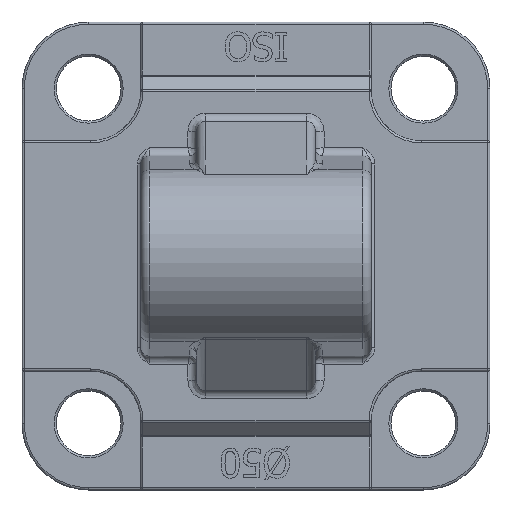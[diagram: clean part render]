
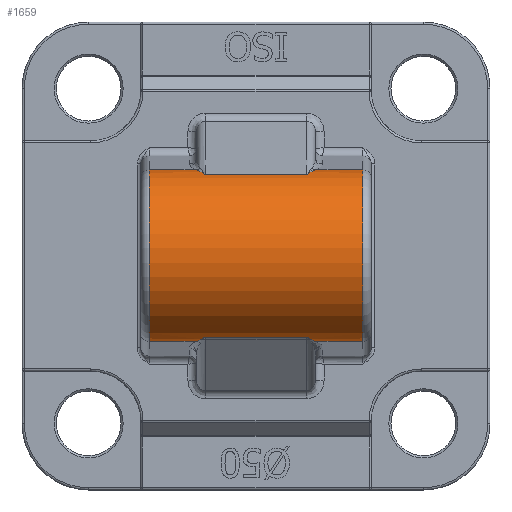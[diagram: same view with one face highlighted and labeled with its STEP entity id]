
A CAD part, top view. The second image highlights one B-rep face of the part: STEP entity #1659.
In plain terms, the highlighted cylindrical face has radius 12 mm (diameter 24 mm), a partial arc.
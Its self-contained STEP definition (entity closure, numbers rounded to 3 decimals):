
#1473=CARTESIAN_POINT('',(8.31,-11.915,28.426));
#1474=VERTEX_POINT('',#1473);
#1519=CARTESIAN_POINT('',(7.654,-11.619,30.));
#1520=VERTEX_POINT('',#1519);
#1550=CARTESIAN_POINT('',(8.31,-11.915,28.426));
#1551=CARTESIAN_POINT('',(8.106,-11.851,28.96));
#1552=CARTESIAN_POINT('',(7.883,-11.752,29.486));
#1553=CARTESIAN_POINT('',(7.654,-11.619,30.));
#1554=B_SPLINE_CURVE_WITH_KNOTS('',3,(#1550,#1551,#1552,#1553),.UNSPECIFIED.,.F.,.U.,(4,4),(0.,0.185),.UNSPECIFIED.);
#1555=EDGE_CURVE('',#1474,#1520,#1554,.T.);
#1560=CARTESIAN_POINT('',(0.0,0.0,27.0));
#1561=DIRECTION('',(1.0,0.0,0.0));
#1562=DIRECTION('',(0.0,0.993,0.119));
#1563=AXIS2_PLACEMENT_3D('',#1560,#1561,#1562);
#1564=CYLINDRICAL_SURFACE('',#1563,12.);
#1565=CARTESIAN_POINT('',(-7.654,-11.619,30.));
#1566=VERTEX_POINT('',#1565);
#1567=CARTESIAN_POINT('',(-7.654,-11.619,30.));
#1568=DIRECTION('',(1.0,0.0,0.0));
#1569=VECTOR('',#1568,15.307);
#1570=LINE('',#1567,#1569);
#1571=EDGE_CURVE('',#1566,#1520,#1570,.T.);
#1572=ORIENTED_EDGE('',*,*,#1571,.T.);
#1573=ORIENTED_EDGE('',*,*,#1555,.F.);
#1574=CARTESIAN_POINT('',(14.8,-11.915,28.426));
#1575=VERTEX_POINT('',#1574);
#1576=CARTESIAN_POINT('',(8.31,-11.915,28.426));
#1577=DIRECTION('',(1.0,0.0,0.0));
#1578=VECTOR('',#1577,6.49);
#1579=LINE('',#1576,#1578);
#1580=EDGE_CURVE('',#1474,#1575,#1579,.T.);
#1581=ORIENTED_EDGE('',*,*,#1580,.T.);
#1582=CARTESIAN_POINT('',(14.8,11.915,28.426));
#1583=VERTEX_POINT('',#1582);
#1584=CARTESIAN_POINT('',(14.8,0.0,27.0));
#1585=DIRECTION('',(1.0,0.0,0.0));
#1586=DIRECTION('',(0.0,0.0,1.0));
#1587=AXIS2_PLACEMENT_3D('',#1584,#1585,#1586);
#1588=CIRCLE('',#1587,12.);
#1589=EDGE_CURVE('',#1583,#1575,#1588,.T.);
#1590=ORIENTED_EDGE('',*,*,#1589,.F.);
#1591=CARTESIAN_POINT('',(8.31,11.915,28.426));
#1592=VERTEX_POINT('',#1591);
#1593=CARTESIAN_POINT('',(8.31,11.915,28.426));
#1594=DIRECTION('',(1.0,0.0,0.0));
#1595=VECTOR('',#1594,6.49);
#1596=LINE('',#1593,#1595);
#1597=EDGE_CURVE('',#1592,#1583,#1596,.T.);
#1598=ORIENTED_EDGE('',*,*,#1597,.F.);
#1599=CARTESIAN_POINT('',(7.654,11.619,30.));
#1600=VERTEX_POINT('',#1599);
#1601=CARTESIAN_POINT('',(7.654,11.619,30.));
#1602=CARTESIAN_POINT('',(7.883,11.752,29.486));
#1603=CARTESIAN_POINT('',(8.106,11.851,28.96));
#1604=CARTESIAN_POINT('',(8.31,11.915,28.426));
#1605=B_SPLINE_CURVE_WITH_KNOTS('',3,(#1601,#1602,#1603,#1604),.UNSPECIFIED.,.F.,.U.,(4,4),(-0.185,0.0),.UNSPECIFIED.);
#1606=EDGE_CURVE('',#1600,#1592,#1605,.T.);
#1607=ORIENTED_EDGE('',*,*,#1606,.F.);
#1608=CARTESIAN_POINT('',(-7.654,11.619,30.));
#1609=VERTEX_POINT('',#1608);
#1610=CARTESIAN_POINT('',(7.654,11.619,30.));
#1611=DIRECTION('',(-1.0,0.0,0.0));
#1612=VECTOR('',#1611,15.307);
#1613=LINE('',#1610,#1612);
#1614=EDGE_CURVE('',#1600,#1609,#1613,.T.);
#1615=ORIENTED_EDGE('',*,*,#1614,.T.);
#1616=CARTESIAN_POINT('',(-8.31,11.915,28.426));
#1617=VERTEX_POINT('',#1616);
#1618=CARTESIAN_POINT('',(-8.31,11.915,28.426));
#1619=CARTESIAN_POINT('',(-8.106,11.851,28.96));
#1620=CARTESIAN_POINT('',(-7.883,11.752,29.486));
#1621=CARTESIAN_POINT('',(-7.654,11.619,30.));
#1622=B_SPLINE_CURVE_WITH_KNOTS('',3,(#1618,#1619,#1620,#1621),.UNSPECIFIED.,.F.,.U.,(4,4),(0.0,0.185),.UNSPECIFIED.);
#1623=EDGE_CURVE('',#1617,#1609,#1622,.T.);
#1624=ORIENTED_EDGE('',*,*,#1623,.F.);
#1625=CARTESIAN_POINT('',(-14.8,11.915,28.426));
#1626=VERTEX_POINT('',#1625);
#1627=CARTESIAN_POINT('',(-14.8,11.915,28.426));
#1628=DIRECTION('',(1.0,0.0,0.0));
#1629=VECTOR('',#1628,6.49);
#1630=LINE('',#1627,#1629);
#1631=EDGE_CURVE('',#1626,#1617,#1630,.T.);
#1632=ORIENTED_EDGE('',*,*,#1631,.F.);
#1633=CARTESIAN_POINT('',(-14.8,-11.915,28.426));
#1634=VERTEX_POINT('',#1633);
#1635=CARTESIAN_POINT('',(-14.8,0.0,27.0));
#1636=DIRECTION('',(-1.0,0.0,0.0));
#1637=DIRECTION('',(0.0,0.0,1.0));
#1638=AXIS2_PLACEMENT_3D('',#1635,#1636,#1637);
#1639=CIRCLE('',#1638,12.);
#1640=EDGE_CURVE('',#1634,#1626,#1639,.T.);
#1641=ORIENTED_EDGE('',*,*,#1640,.F.);
#1642=CARTESIAN_POINT('',(-8.31,-11.915,28.426));
#1643=VERTEX_POINT('',#1642);
#1644=CARTESIAN_POINT('',(-14.8,-11.915,28.426));
#1645=DIRECTION('',(1.0,0.0,0.0));
#1646=VECTOR('',#1645,6.49);
#1647=LINE('',#1644,#1646);
#1648=EDGE_CURVE('',#1634,#1643,#1647,.T.);
#1649=ORIENTED_EDGE('',*,*,#1648,.T.);
#1650=CARTESIAN_POINT('',(-7.654,-11.619,30.));
#1651=CARTESIAN_POINT('',(-7.883,-11.752,29.486));
#1652=CARTESIAN_POINT('',(-8.106,-11.851,28.96));
#1653=CARTESIAN_POINT('',(-8.31,-11.915,28.426));
#1654=B_SPLINE_CURVE_WITH_KNOTS('',3,(#1650,#1651,#1652,#1653),.UNSPECIFIED.,.F.,.U.,(4,4),(-0.185,0.0),.UNSPECIFIED.);
#1655=EDGE_CURVE('',#1566,#1643,#1654,.T.);
#1656=ORIENTED_EDGE('',*,*,#1655,.F.);
#1657=EDGE_LOOP('',(#1572,#1573,#1581,#1590,#1598,#1607,#1615,#1624,#1632,#1641,#1649,#1656));
#1658=FACE_OUTER_BOUND('',#1657,.T.);
#1659=ADVANCED_FACE('',(#1658),#1564,.T.);
